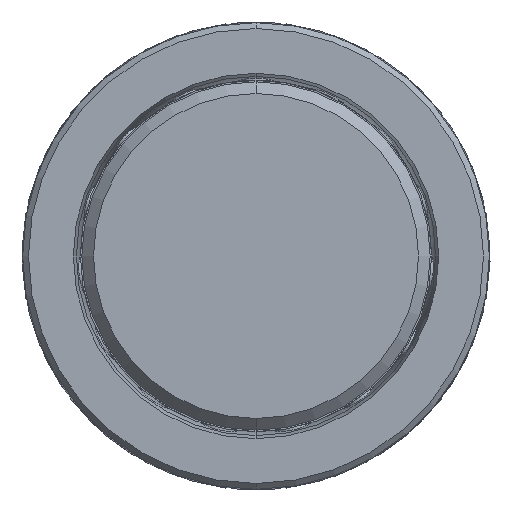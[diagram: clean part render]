
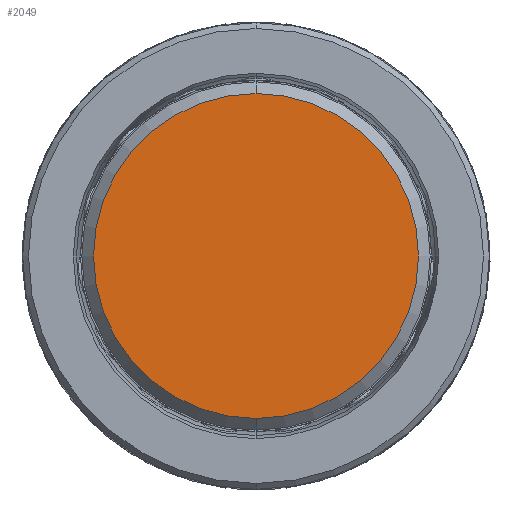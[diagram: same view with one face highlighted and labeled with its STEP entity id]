
A CAD part, front view. The second image highlights one B-rep face of the part: STEP entity #2049.
In plain terms, the highlighted planar face has unit normal (0, -1, 0).
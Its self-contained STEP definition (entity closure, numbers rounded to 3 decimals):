
#2049 = ADVANCED_FACE ( 'NONE', ( #7114 ), #23756, .F. ) ;
#4541 = ORIENTED_EDGE ( 'NONE', *, *, #6497, .T. ) ;
#6497 = EDGE_CURVE ( 'NONE', #10755, #29952, #31518, .T. ) ;
#7114 = FACE_OUTER_BOUND ( 'NONE', #25574, .T. ) ;
#9180 = AXIS2_PLACEMENT_3D ( 'NONE', #31617, #32073, #21235 ) ;
#9860 = CARTESIAN_POINT ( 'NONE',  ( 0., 0., 0. ) ) ;
#10755 = VERTEX_POINT ( 'NONE', #20514 ) ;
#16861 = CARTESIAN_POINT ( 'NONE',  ( 0., 0., 27.75 ) ) ;
#17666 = DIRECTION ( 'NONE',  ( 0., -1., 0. ) ) ;
#20141 = DIRECTION ( 'NONE',  ( 0., 0., 1. ) ) ;
#20514 = CARTESIAN_POINT ( 'NONE',  ( 0., 0., -27.75 ) ) ;
#21235 = DIRECTION ( 'NONE',  ( 0., 0., 1. ) ) ;
#23756 = PLANE ( 'NONE',  #27268 ) ;
#24556 = CIRCLE ( 'NONE', #30756, 27.75 ) ;
#25574 = EDGE_LOOP ( 'NONE', ( #40128, #4541 ) ) ;
#27268 = AXIS2_PLACEMENT_3D ( 'NONE', #9860, #42133, #20141 ) ;
#29952 = VERTEX_POINT ( 'NONE', #16861 ) ;
#30756 = AXIS2_PLACEMENT_3D ( 'NONE', #35437, #17666, #42651 ) ;
#31518 = CIRCLE ( 'NONE', #9180, 27.75 ) ;
#31617 = CARTESIAN_POINT ( 'NONE',  ( 0., 0., 0. ) ) ;
#32073 = DIRECTION ( 'NONE',  ( 0., -1., 0. ) ) ;
#32478 = EDGE_CURVE ( 'NONE', #29952, #10755, #24556, .T. ) ;
#35437 = CARTESIAN_POINT ( 'NONE',  ( 0., 0., 0. ) ) ;
#40128 = ORIENTED_EDGE ( 'NONE', *, *, #32478, .T. ) ;
#42133 = DIRECTION ( 'NONE',  ( 0., 1., 0. ) ) ;
#42651 = DIRECTION ( 'NONE',  ( 0., 0., 1. ) ) ;
